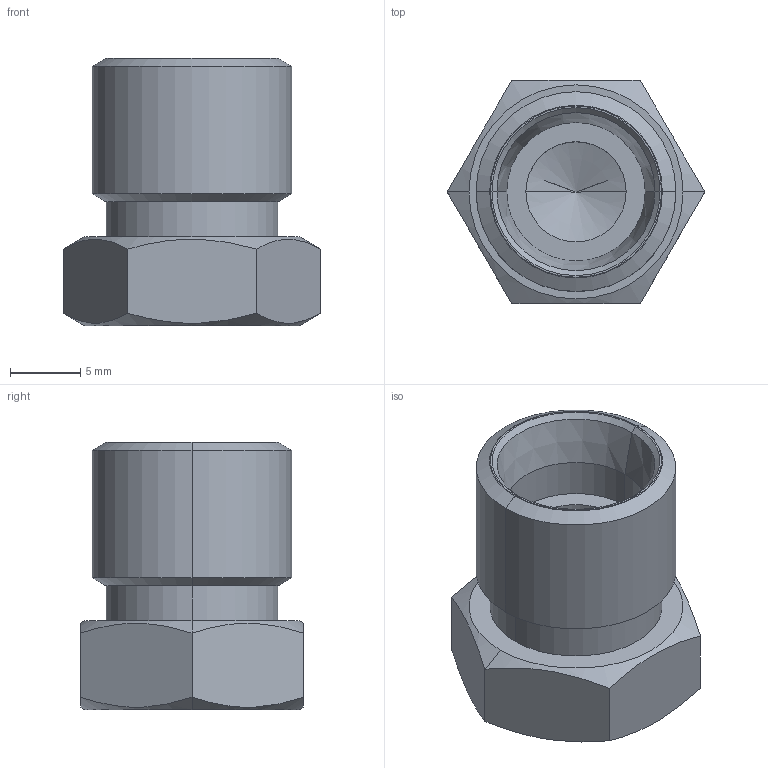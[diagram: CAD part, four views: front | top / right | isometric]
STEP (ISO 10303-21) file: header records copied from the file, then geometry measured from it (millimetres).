
FILE_DESCRIPTION((''),'2;1');
FILE_NAME('ILC30600066','2014-11-07T',('jdw'),(''),'PRO/ENGINEER BY PARAMETRIC TECHNOLOGY CORPORATION, 2013320','PRO/ENGINEER BY PARAMETRIC TECHNOLOGY CORPORATION, 2013320','');
FILE_SCHEMA(('AUTOMOTIVE_DESIGN { 1 0 10303 214 1 1 1 1 }'));
Length unit declared in the file: inch
Products named in the file (1): ILC30600066
Bounding box: 18.33 x 15.88 x 19.05 mm (x, y, z)
Volume: 2374.1 mm3; surface area: 2105.4 mm2
Topology: 1 solids, 2 shells, 34 faces, 74 edges, 43 vertices
Faces by surface type: cone 14, plane 10, cylinder 10
Entity records: 1155 total; most frequent: CARTESIAN_POINT 248, DIRECTION 160, ORIENTED_EDGE 140, COLOUR_RGB 106, EDGE_CURVE 72, AXIS2_PLACEMENT_3D 65, VERTEX_POINT 43, EDGE_LOOP 37
